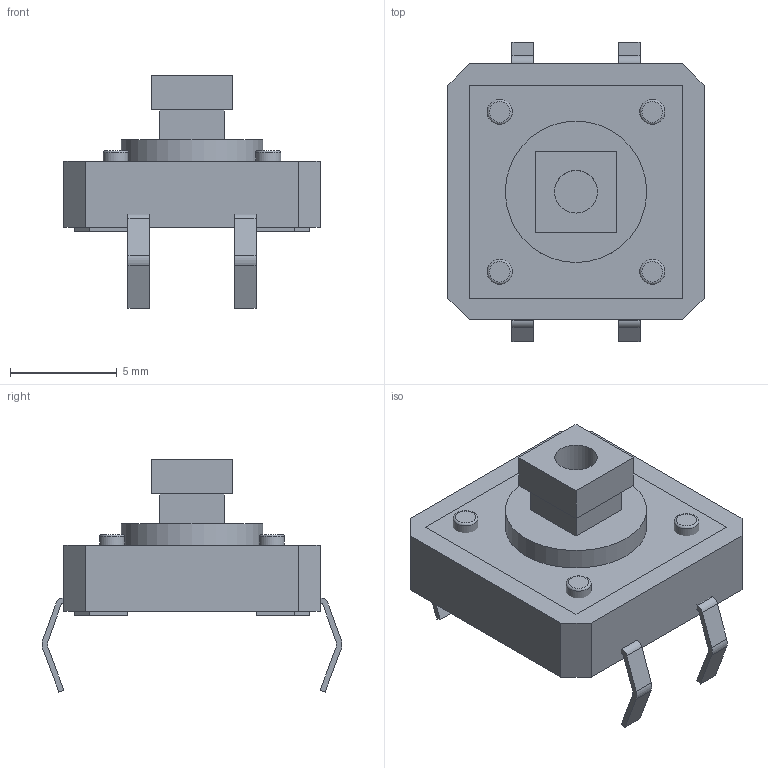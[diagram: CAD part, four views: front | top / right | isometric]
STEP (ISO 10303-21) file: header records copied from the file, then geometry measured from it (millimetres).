
FILE_DESCRIPTION(('STEP AP242'), '1');
FILE_NAME('Òàêòîâàÿ êíîïêà', '', ('UNSPECIFIED'), ('UNSPECIFIED'), 'ASCON STEP Converter 1.6', 'ASCON Math Kernel', '');
FILE_SCHEMA(('AP242_MANAGED_MODEL_BASED_3D_ENGINEERING_MIM_LF { 1 0 10303 442 1 1 4 }'));
Length unit declared in the file: millimetre
Bounding box: 12 x 14.05 x 10.89 mm (x, y, z)
Volume: 514.9 mm3; surface area: 871.9 mm2
Topology: 6 solids, 6 shells, 132 faces, 314 edges, 208 vertices
Faces by surface type: plane 106, cylinder 22, torus 4
Full cylindrical faces by diameter (mm): 1.17 x4, 2 x1, 6.622 x1
Entity records: 4849 total; most frequent: CARTESIAN_POINT 645, DIRECTION 618, ORIENTED_EDGE 608, EDGE_CURVE 304, LINE 256, VECTOR 256, VERTEX_POINT 208, AXIS2_PLACEMENT_3D 181
